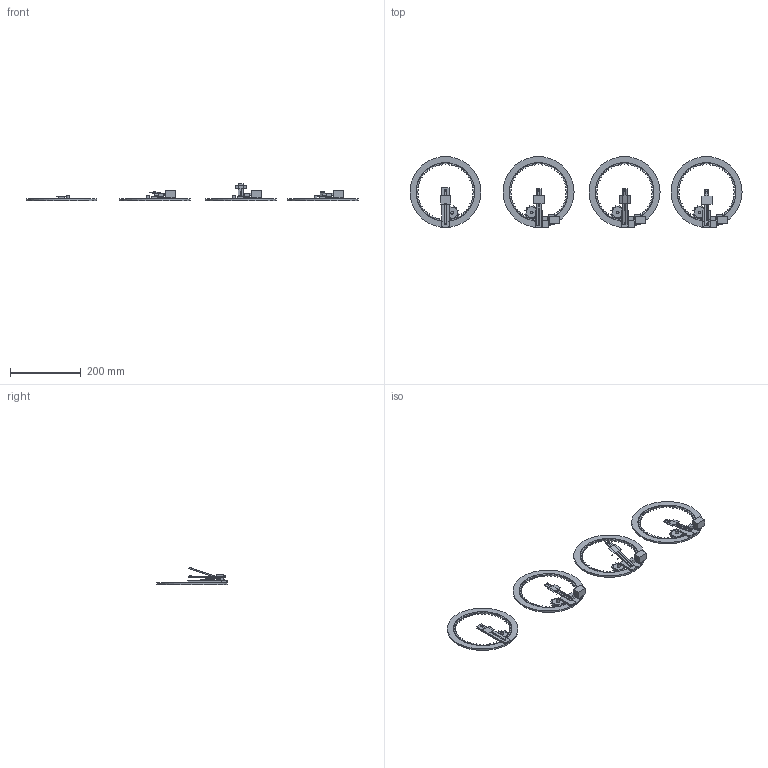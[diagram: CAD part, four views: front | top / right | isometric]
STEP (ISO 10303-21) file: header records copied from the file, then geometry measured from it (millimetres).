
FILE_DESCRIPTION(/* description */ (''),/* implementation_level */ '2;1');
FILE_NAME(/* name */ 'Mels3d Chrono v14.step',/* time_stamp */ '2023-03-20T18:53:42+05:30',/* author */ (''),/* organization */ (''),/* preprocessor_version */ 'ST-DEVELOPER v19.2',/* originating_system */ 'Autodesk Translation Framework v11.17.0.187',/* authorisation */ '');
FILE_SCHEMA (('AUTOMOTIVE_DESIGN { 1 0 10303 214 3 1 1 }'));
Length unit declared in the file: millimetre
Products named in the file (1): Mels3d Chrono
Bounding box: 936.33 x 200 x 50.18 mm (x, y, z)
Volume: 355232.9 mm3; surface area: 214954.3 mm2
Topology: 265 solids, 265 shells, 2314 faces, 5285 edges, 3524 vertices
Faces by surface type: plane 1975, cylinder 339
Full cylindrical faces by diameter (mm): 0.5 x16, 1.4 x16, 1.787 x6, 3 x4, 3.51 x6, 4.722 x4, 5.158 x3, 7.5 x4, 165 x4, 200 x4
Entity records: 64268 total; most frequent: CARTESIAN_POINT 11124, DIRECTION 10697, ORIENTED_EDGE 10570, EDGE_CURVE 5285, LINE 4503, VECTOR 4503, VERTEX_POINT 3524, AXIS2_PLACEMENT_3D 3097
